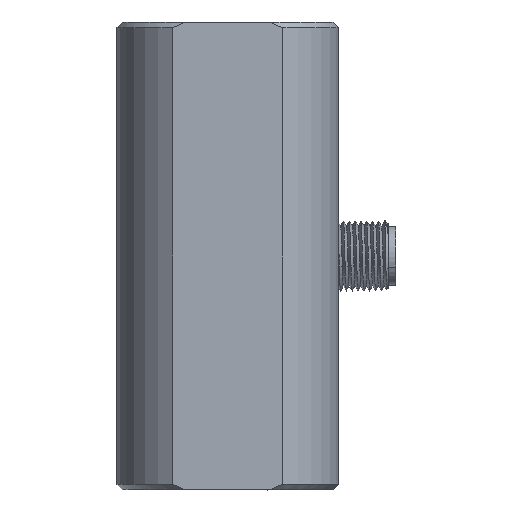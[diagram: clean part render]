
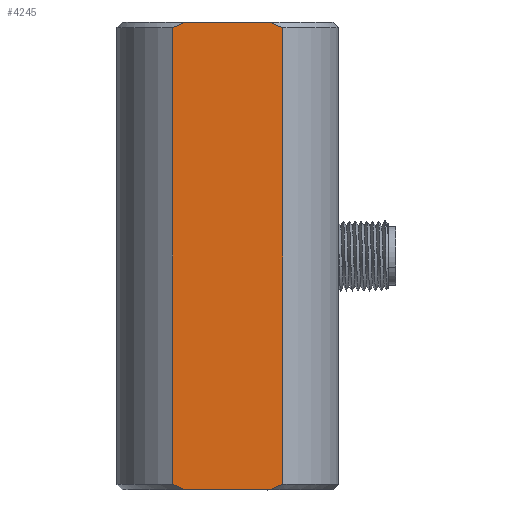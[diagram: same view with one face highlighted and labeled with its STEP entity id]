
A CAD part, front view. The second image highlights one B-rep face of the part: STEP entity #4245.
In plain terms, the highlighted planar face has unit normal (0, -1, 0).
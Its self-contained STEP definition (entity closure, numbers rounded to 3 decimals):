
#2703=FACE_OUTER_BOUND('',#5551,.T.);
#3497=B_SPLINE_CURVE_WITH_KNOTS('',3,(#31590,#31591,#31592,#31593),
 .UNSPECIFIED.,.F.,.F.,(4,4),(0.,1.),.UNSPECIFIED.);
#3499=B_SPLINE_CURVE_WITH_KNOTS('',3,(#31614,#31615,#31616,#31617),
 .UNSPECIFIED.,.F.,.F.,(4,4),(0.,1.),.UNSPECIFIED.);
#3501=B_SPLINE_CURVE_WITH_KNOTS('',3,(#31634,#31635,#31636,#31637),
 .UNSPECIFIED.,.F.,.F.,(4,4),(0.,1.),.UNSPECIFIED.);
#3503=B_SPLINE_CURVE_WITH_KNOTS('',3,(#31657,#31658,#31659,#31660),
 .UNSPECIFIED.,.F.,.F.,(4,4),(0.,1.),.UNSPECIFIED.);
#4245=ADVANCED_FACE('',(#2703),#4522,.F.);
#4522=PLANE('',#15204);
#5551=EDGE_LOOP('',(#9458,#9459,#9460,#9461,#9462,#9463,#9464,#9465));
#9458=ORIENTED_EDGE('',*,*,#12449,.F.);
#9459=ORIENTED_EDGE('',*,*,#12438,.F.);
#9460=ORIENTED_EDGE('',*,*,#12442,.F.);
#9461=ORIENTED_EDGE('',*,*,#12456,.T.);
#9462=ORIENTED_EDGE('',*,*,#12458,.F.);
#9463=ORIENTED_EDGE('',*,*,#12451,.F.);
#9464=ORIENTED_EDGE('',*,*,#12434,.F.);
#9465=ORIENTED_EDGE('',*,*,#12447,.F.);
#10664=VERTEX_POINT('',#31594);
#10665=VERTEX_POINT('',#31595);
#10668=VERTEX_POINT('',#31606);
#10669=VERTEX_POINT('',#31607);
#10672=VERTEX_POINT('',#31618);
#10676=VERTEX_POINT('',#31630);
#10677=VERTEX_POINT('',#31644);
#10681=VERTEX_POINT('',#31653);
#12434=EDGE_CURVE('',#10664,#10665,#3497,.T.);
#12438=EDGE_CURVE('',#10668,#10669,#13319,.T.);
#12442=EDGE_CURVE('',#10672,#10668,#3499,.T.);
#12447=EDGE_CURVE('',#10676,#10664,#13321,.T.);
#12449=EDGE_CURVE('',#10669,#10676,#3501,.T.);
#12451=EDGE_CURVE('',#10665,#10677,#13323,.T.);
#12456=EDGE_CURVE('',#10672,#10681,#13325,.T.);
#12458=EDGE_CURVE('',#10677,#10681,#3503,.T.);
#13319=LINE('',#31605,#14280);
#13321=LINE('',#31631,#14282);
#13323=LINE('',#31643,#14284);
#13325=LINE('',#31654,#14286);
#14280=VECTOR('',#17900,1.);
#14282=VECTOR('',#17916,1.);
#14284=VECTOR('',#17922,1.);
#14286=VECTOR('',#17932,1.);
#15204=AXIS2_PLACEMENT_3D('',#34697,#17992,#17993);
#17900=DIRECTION('',(0.,0.,1.));
#17916=DIRECTION('',(1.,0.,0.));
#17922=DIRECTION('',(0.,0.,-1.));
#17932=DIRECTION('',(1.,0.,0.));
#17992=DIRECTION('',(0.,1.,0.));
#17993=DIRECTION('',(0.,0.,1.));
#31590=CARTESIAN_POINT('',(7.194,-16.5,37.));
#31591=CARTESIAN_POINT('',(7.95,-16.5,36.698));
#31592=CARTESIAN_POINT('',(8.691,-16.5,36.362));
#31593=CARTESIAN_POINT('',(9.421,-16.5,36.));
#31594=CARTESIAN_POINT('',(7.194,-16.5,37.));
#31595=CARTESIAN_POINT('',(9.421,-16.5,36.));
#31605=CARTESIAN_POINT('',(-9.421,-16.5,-130.));
#31606=CARTESIAN_POINT('',(-9.421,-16.5,-42.));
#31607=CARTESIAN_POINT('',(-9.421,-16.5,36.));
#31614=CARTESIAN_POINT('',(-7.194,-16.5,-43.));
#31615=CARTESIAN_POINT('',(-7.95,-16.5,-42.698));
#31616=CARTESIAN_POINT('',(-8.691,-16.5,-42.362));
#31617=CARTESIAN_POINT('',(-9.421,-16.5,-42.));
#31618=CARTESIAN_POINT('',(-7.194,-16.5,-43.));
#31630=CARTESIAN_POINT('',(-7.194,-16.5,37.));
#31631=CARTESIAN_POINT('',(0.,-16.5,37.));
#31634=CARTESIAN_POINT('',(-9.421,-16.5,36.));
#31635=CARTESIAN_POINT('',(-8.694,-16.5,36.36));
#31636=CARTESIAN_POINT('',(-7.954,-16.5,36.696));
#31637=CARTESIAN_POINT('',(-7.194,-16.5,37.));
#31643=CARTESIAN_POINT('',(9.421,-16.5,-130.));
#31644=CARTESIAN_POINT('',(9.421,-16.5,-42.));
#31653=CARTESIAN_POINT('',(7.194,-16.5,-43.));
#31654=CARTESIAN_POINT('',(0.,-16.5,-43.));
#31657=CARTESIAN_POINT('',(9.421,-16.5,-42.));
#31658=CARTESIAN_POINT('',(8.694,-16.5,-42.36));
#31659=CARTESIAN_POINT('',(7.954,-16.5,-42.696));
#31660=CARTESIAN_POINT('',(7.194,-16.5,-43.));
#34697=CARTESIAN_POINT('',(0.,-16.5,-3.));
